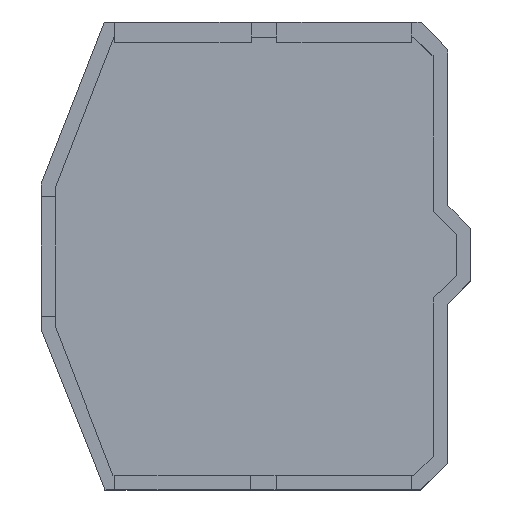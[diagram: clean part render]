
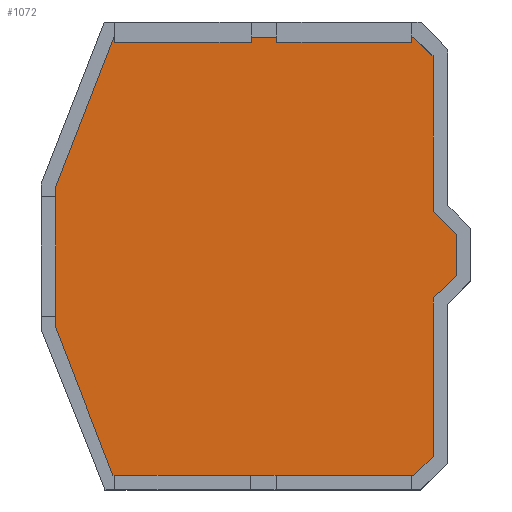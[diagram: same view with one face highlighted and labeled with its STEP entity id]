
A CAD part, top view. The second image highlights one B-rep face of the part: STEP entity #1072.
In plain terms, the highlighted planar face has unit normal (0, 0, 1).
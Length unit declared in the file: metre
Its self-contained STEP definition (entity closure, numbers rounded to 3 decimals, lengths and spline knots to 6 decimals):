
#212=ORIENTED_EDGE('',*,*,#391,.T.);
#213=ORIENTED_EDGE('',*,*,#401,.T.);
#214=ORIENTED_EDGE('',*,*,#404,.T.);
#215=ORIENTED_EDGE('',*,*,#407,.T.);
#216=ORIENTED_EDGE('',*,*,#410,.T.);
#217=ORIENTED_EDGE('',*,*,#413,.T.);
#218=ORIENTED_EDGE('',*,*,#416,.T.);
#219=ORIENTED_EDGE('',*,*,#419,.T.);
#220=ORIENTED_EDGE('',*,*,#422,.T.);
#221=ORIENTED_EDGE('',*,*,#426,.T.);
#222=ORIENTED_EDGE('',*,*,#428,.F.);
#223=ORIENTED_EDGE('',*,*,#430,.F.);
#224=ORIENTED_EDGE('',*,*,#432,.T.);
#225=ORIENTED_EDGE('',*,*,#437,.T.);
#226=ORIENTED_EDGE('',*,*,#439,.F.);
#227=ORIENTED_EDGE('',*,*,#441,.F.);
#228=ORIENTED_EDGE('',*,*,#443,.T.);
#229=ORIENTED_EDGE('',*,*,#447,.T.);
#230=ORIENTED_EDGE('',*,*,#450,.T.);
#231=ORIENTED_EDGE('',*,*,#456,.T.);
#391=EDGE_CURVE('',#526,#527,#643,.T.);
#401=EDGE_CURVE('',#527,#534,#653,.T.);
#404=EDGE_CURVE('',#534,#536,#656,.T.);
#407=EDGE_CURVE('',#536,#538,#659,.T.);
#410=EDGE_CURVE('',#538,#540,#662,.T.);
#413=EDGE_CURVE('',#540,#542,#665,.T.);
#416=EDGE_CURVE('',#542,#544,#668,.T.);
#419=EDGE_CURVE('',#544,#546,#671,.T.);
#422=EDGE_CURVE('',#546,#548,#674,.T.);
#426=EDGE_CURVE('',#548,#550,#678,.T.);
#428=EDGE_CURVE('',#551,#550,#680,.T.);
#430=EDGE_CURVE('',#552,#551,#682,.T.);
#432=EDGE_CURVE('',#552,#553,#684,.T.);
#437=EDGE_CURVE('',#553,#556,#689,.T.);
#439=EDGE_CURVE('',#557,#556,#691,.T.);
#441=EDGE_CURVE('',#558,#557,#693,.T.);
#443=EDGE_CURVE('',#558,#559,#695,.T.);
#447=EDGE_CURVE('',#559,#562,#699,.T.);
#450=EDGE_CURVE('',#562,#564,#702,.T.);
#456=EDGE_CURVE('',#564,#526,#708,.T.);
#526=VERTEX_POINT('',#1571);
#527=VERTEX_POINT('',#1572);
#534=VERTEX_POINT('',#1590);
#536=VERTEX_POINT('',#1596);
#538=VERTEX_POINT('',#1602);
#540=VERTEX_POINT('',#1608);
#542=VERTEX_POINT('',#1614);
#544=VERTEX_POINT('',#1620);
#546=VERTEX_POINT('',#1626);
#548=VERTEX_POINT('',#1632);
#550=VERTEX_POINT('',#1639);
#551=VERTEX_POINT('',#1643);
#552=VERTEX_POINT('',#1647);
#553=VERTEX_POINT('',#1651);
#556=VERTEX_POINT('',#1660);
#557=VERTEX_POINT('',#1664);
#558=VERTEX_POINT('',#1668);
#559=VERTEX_POINT('',#1672);
#562=VERTEX_POINT('',#1680);
#564=VERTEX_POINT('',#1686);
#643=LINE('',#1570,#795);
#653=LINE('',#1589,#805);
#656=LINE('',#1595,#808);
#659=LINE('',#1601,#811);
#662=LINE('',#1607,#814);
#665=LINE('',#1613,#817);
#668=LINE('',#1619,#820);
#671=LINE('',#1625,#823);
#674=LINE('',#1631,#826);
#678=LINE('',#1638,#830);
#680=LINE('',#1642,#832);
#682=LINE('',#1646,#834);
#684=LINE('',#1650,#836);
#689=LINE('',#1659,#841);
#691=LINE('',#1663,#843);
#693=LINE('',#1667,#845);
#695=LINE('',#1671,#847);
#699=LINE('',#1679,#851);
#702=LINE('',#1685,#854);
#708=LINE('',#1696,#860);
#795=VECTOR('',#1270,1.);
#805=VECTOR('',#1282,1.);
#808=VECTOR('',#1287,1.);
#811=VECTOR('',#1292,1.);
#814=VECTOR('',#1297,1.);
#817=VECTOR('',#1302,1.);
#820=VECTOR('',#1307,1.);
#823=VECTOR('',#1312,1.);
#826=VECTOR('',#1317,1.);
#830=VECTOR('',#1323,1.);
#832=VECTOR('',#1327,1.);
#834=VECTOR('',#1331,1.);
#836=VECTOR('',#1335,1.);
#841=VECTOR('',#1342,1.);
#843=VECTOR('',#1346,1.);
#845=VECTOR('',#1350,1.);
#847=VECTOR('',#1354,1.);
#851=VECTOR('',#1360,1.);
#854=VECTOR('',#1365,1.);
#860=VECTOR('',#1373,1.);
#910=EDGE_LOOP('',(#212,#213,#214,#215,#216,#217,#218,#219,#220,#221,#222,
#223,#224,#225,#226,#227,#228,#229,#230,#231));
#964=FACE_BOUND('',#910,.T.);
#1018=PLANE('',#1139);
#1072=ADVANCED_FACE('',(#964),#1018,.T.);
#1139=AXIS2_PLACEMENT_3D('',#1698,#1375,#1376);
#1270=DIRECTION('',(1.,0.,0.));
#1282=DIRECTION('',(0.72,0.694,0.));
#1287=DIRECTION('',(0.,1.,0.));
#1292=DIRECTION('',(0.72,0.694,0.));
#1297=DIRECTION('',(0.,1.,0.));
#1302=DIRECTION('',(-0.716,0.698,0.));
#1307=DIRECTION('',(0.,1.,0.));
#1312=DIRECTION('',(-0.716,0.698,0.));
#1317=DIRECTION('',(-1.,0.,0.));
#1323=DIRECTION('',(0.,-1.,0.));
#1327=DIRECTION('',(1.,0.,0.));
#1331=DIRECTION('',(0.,-1.,0.));
#1335=DIRECTION('',(-1.,0.,0.));
#1342=DIRECTION('',(0.,-1.,0.));
#1346=DIRECTION('',(1.,0.,0.));
#1350=DIRECTION('',(0.,-1.,0.));
#1354=DIRECTION('',(-1.,0.,0.));
#1360=DIRECTION('',(-0.363,-0.932,0.));
#1365=DIRECTION('',(0.,-1.,0.));
#1373=DIRECTION('',(0.361,-0.933,0.));
#1375=DIRECTION('',(0.,0.,1.));
#1376=DIRECTION('',(1.,0.,0.));
#1570=CARTESIAN_POINT('',(-0.000967,-0.032753,0.0015));
#1571=CARTESIAN_POINT('',(-0.00105,-0.032753,0.0015));
#1572=CARTESIAN_POINT('',(0.024725,-0.032753,0.0015));
#1589=CARTESIAN_POINT('',(0.025545,-0.031963,0.0015));
#1590=CARTESIAN_POINT('',(0.026365,-0.031172,0.0015));
#1595=CARTESIAN_POINT('',(0.026365,-0.026461,0.0015));
#1596=CARTESIAN_POINT('',(0.026365,-0.017583,0.0015));
#1601=CARTESIAN_POINT('',(0.027383,-0.016602,0.0015));
#1602=CARTESIAN_POINT('',(0.028402,-0.015621,0.0015));
#1607=CARTESIAN_POINT('',(0.028402,-0.013881,0.0015));
#1608=CARTESIAN_POINT('',(0.028402,-0.012141,0.0015));
#1613=CARTESIAN_POINT('',(0.027381,-0.011147,0.0015));
#1614=CARTESIAN_POINT('',(0.02636,-0.010152,0.0015));
#1619=CARTESIAN_POINT('',(0.02636,-0.00994,0.0015));
#1620=CARTESIAN_POINT('',(0.02636,0.00315,0.0015));
#1625=CARTESIAN_POINT('',(0.025539,0.00395,0.0015));
#1626=CARTESIAN_POINT('',(0.024718,0.00475,0.0015));
#1631=CARTESIAN_POINT('',(0.024616,0.00475,0.0015));
#1632=CARTESIAN_POINT('',(0.024514,0.00475,0.0015));
#1638=CARTESIAN_POINT('',(0.024514,0.004535,0.0015));
#1639=CARTESIAN_POINT('',(0.024514,0.004319,0.0015));
#1642=CARTESIAN_POINT('',(0.018755,0.004319,0.0015));
#1643=CARTESIAN_POINT('',(0.012995,0.004319,0.0015));
#1646=CARTESIAN_POINT('',(0.012995,0.004535,0.0015));
#1647=CARTESIAN_POINT('',(0.012995,0.00475,0.0015));
#1650=CARTESIAN_POINT('',(0.011895,0.00475,0.0015));
#1651=CARTESIAN_POINT('',(0.010794,0.00475,0.0015));
#1659=CARTESIAN_POINT('',(0.010794,0.004535,0.0015));
#1660=CARTESIAN_POINT('',(0.010794,0.004319,0.0015));
#1663=CARTESIAN_POINT('',(0.004937,0.004319,0.0015));
#1664=CARTESIAN_POINT('',(-0.00092,0.004319,0.0015));
#1667=CARTESIAN_POINT('',(-0.00092,0.004535,0.0015));
#1668=CARTESIAN_POINT('',(-0.00092,0.00475,0.0015));
#1671=CARTESIAN_POINT('',(-0.000942,0.00475,0.0015));
#1672=CARTESIAN_POINT('',(-0.000964,0.00475,0.0015));
#1679=CARTESIAN_POINT('',(-0.002261,0.001417,0.0015));
#1680=CARTESIAN_POINT('',(-0.005932,-0.00802,0.0015));
#1685=CARTESIAN_POINT('',(-0.005932,-0.008456,0.0015));
#1686=CARTESIAN_POINT('',(-0.005932,-0.020138,0.0015));
#1696=CARTESIAN_POINT('',(-0.002384,-0.029305,0.0015));
#1698=CARTESIAN_POINT('',(0.006198,-0.01398,0.0015));
